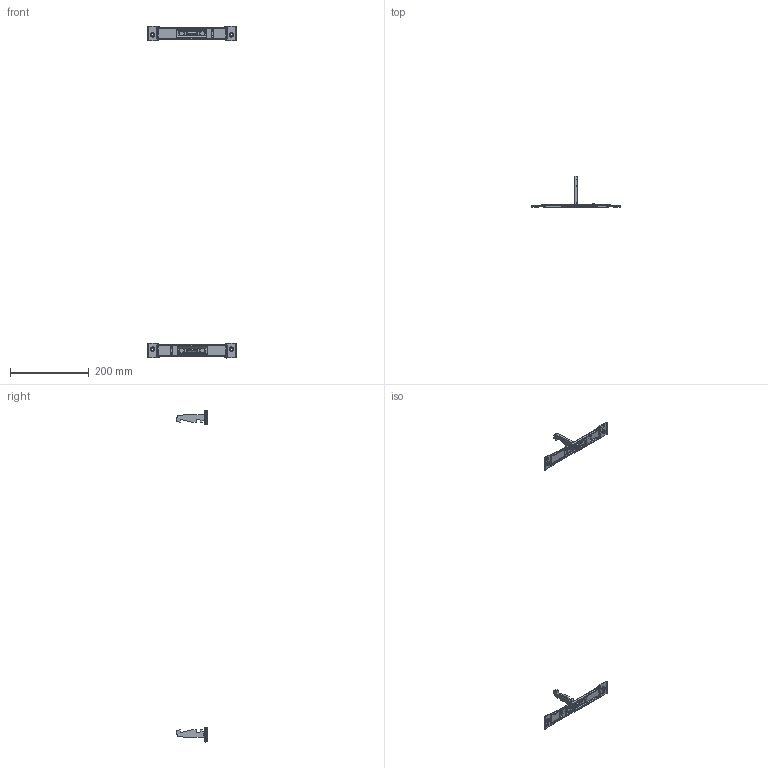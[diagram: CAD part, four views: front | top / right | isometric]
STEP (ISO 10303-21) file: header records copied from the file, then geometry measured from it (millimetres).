
FILE_DESCRIPTION(/* description */ (''),/* implementation_level */ '2;1');
FILE_NAME(/* name */ '3D_100-0584-XX.sat.ipt.stp',/* time_stamp */ '2023-05-08T11:53:09+02:00',/* author */ (''),/* organization */ (''),/* preprocessor_version */ 'ST-DEVELOPER v18.1',/* originating_system */ 'Autodesk Inventor 2021',/* authorisation */ '');
FILE_SCHEMA (('CONFIG_CONTROL_DESIGN'));
Length unit declared in the file: millimetre
Products named in the file (1): 3D_100-0584-XX.sat
Bounding box: 225 x 79.2 x 843 mm (x, y, z)
Volume: 60667.5 mm3; surface area: 53932.5 mm2
Topology: 2 solids, 2 shells, 958 faces, 2478 edges, 1532 vertices
Faces by surface type: cylinder 372, plane 348, bspline 100, torus 76, sphere 44, cone 18
Full cylindrical faces by diameter (mm): 3 x2, 6.5 x2, 6.6 x4, 6.8 x2, 7.2 x2, 8.45 x4, 11.8 x2, 13 x4
Entity records: 38895 total; most frequent: CARTESIAN_POINT 15473, DIRECTION 4992, ORIENTED_EDGE 4948, EDGE_CURVE 2474, AXIS2_PLACEMENT_3D 1899, VERTEX_POINT 1532, LINE 1194, VECTOR 1194
